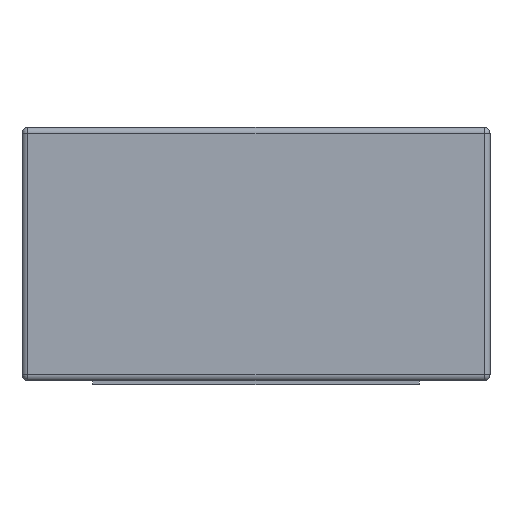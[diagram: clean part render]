
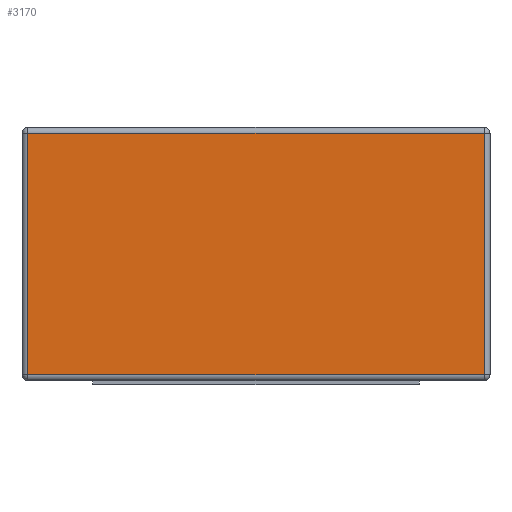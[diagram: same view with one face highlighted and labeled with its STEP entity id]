
A CAD part, front view. The second image highlights one B-rep face of the part: STEP entity #3170.
In plain terms, the highlighted planar face has unit normal (0, -1, 0).
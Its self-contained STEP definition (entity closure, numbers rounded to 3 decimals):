
#1271=DIRECTION('',(0.,0.,-1.));
#1272=VECTOR('',#1271,31.5);
#1273=CARTESIAN_POINT('',(29.75,-40.5,32.25));
#1274=LINE('',#1273,#1272);
#1298=DIRECTION('',(-1.,0.,0.));
#1299=VECTOR('',#1298,59.5);
#1300=CARTESIAN_POINT('',(29.75,-40.5,0.75));
#1301=LINE('',#1300,#1299);
#1585=DIRECTION('',(0.,0.,1.));
#1586=VECTOR('',#1585,31.5);
#1587=CARTESIAN_POINT('',(-29.75,-40.5,0.75));
#1588=LINE('',#1587,#1586);
#1604=DIRECTION('',(1.,0.,0.));
#1605=VECTOR('',#1604,59.5);
#1606=CARTESIAN_POINT('',(-29.75,-40.5,32.25));
#1607=LINE('',#1606,#1605);
#2488=CARTESIAN_POINT('',(-29.75,-40.5,32.25));
#2489=CARTESIAN_POINT('',(29.75,-40.5,32.25));
#2490=VERTEX_POINT('',#2488);
#2491=VERTEX_POINT('',#2489);
#2492=CARTESIAN_POINT('',(-29.75,-40.5,0.75));
#2493=VERTEX_POINT('',#2492);
#2494=CARTESIAN_POINT('',(29.75,-40.5,0.75));
#2495=VERTEX_POINT('',#2494);
#3158=CARTESIAN_POINT('',(-30.5,-40.5,33.));
#3159=DIRECTION('',(0.,1.,0.));
#3160=DIRECTION('',(0.,0.,1.));
#3161=AXIS2_PLACEMENT_3D('',#3158,#3159,#3160);
#3162=PLANE('',#3161);
#3164=ORIENTED_EDGE('',*,*,#3163,.T.);
#3165=ORIENTED_EDGE('',*,*,#2783,.T.);
#3166=ORIENTED_EDGE('',*,*,#2814,.T.);
#3167=ORIENTED_EDGE('',*,*,#3142,.T.);
#3168=EDGE_LOOP('',(#3164,#3165,#3166,#3167));
#3169=FACE_OUTER_BOUND('',#3168,.F.);
#3170=ADVANCED_FACE('',(#3169),#3162,.F.);
#2783=EDGE_CURVE('',#2491,#2495,#1274,.T.);
#2814=EDGE_CURVE('',#2495,#2493,#1301,.T.);
#3142=EDGE_CURVE('',#2493,#2490,#1588,.T.);
#3163=EDGE_CURVE('',#2490,#2491,#1607,.T.);
